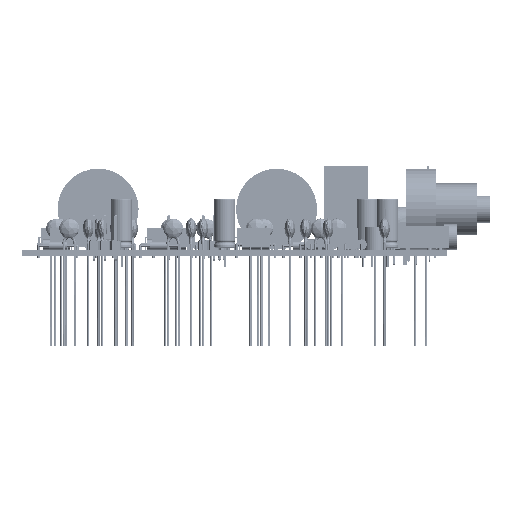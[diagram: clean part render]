
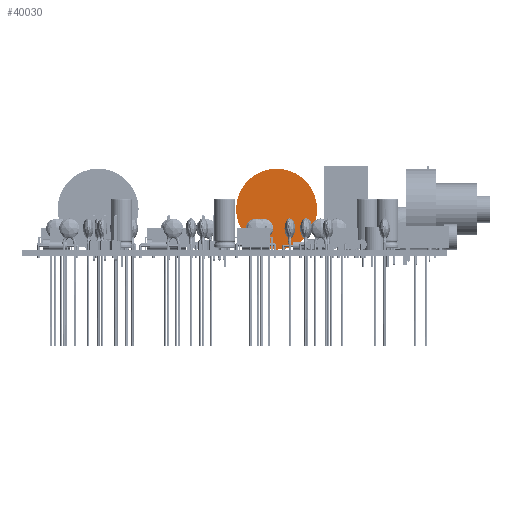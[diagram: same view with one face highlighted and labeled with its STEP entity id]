
A CAD part, front view. The second image highlights one B-rep face of the part: STEP entity #40030.
In plain terms, the highlighted face is planar.
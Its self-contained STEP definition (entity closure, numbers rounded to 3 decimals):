
#40002 = VERTEX_POINT('',#40003);
#40003 = CARTESIAN_POINT('',(9.525,0.,7.11));
#40009 = EDGE_CURVE('',#40002,#40002,#40010,.T.);
#40010 = CIRCLE('',#40011,9.525);
#40011 = AXIS2_PLACEMENT_3D('',#40012,#40013,#40014);
#40012 = CARTESIAN_POINT('',(0.,0.,7.11));
#40013 = DIRECTION('',(0.,0.,1.));
#40014 = DIRECTION('',(1.,0.,-0.));
#40030 = ADVANCED_FACE('',(#40031),#40034,.T.);
#40031 = FACE_BOUND('',#40032,.T.);
#40032 = EDGE_LOOP('',(#40033));
#40033 = ORIENTED_EDGE('',*,*,#40009,.T.);
#40034 = PLANE('',#40035);
#40035 = AXIS2_PLACEMENT_3D('',#40036,#40037,#40038);
#40036 = CARTESIAN_POINT('',(0.,0.,
    7.11));
#40037 = DIRECTION('',(0.,0.,1.));
#40038 = DIRECTION('',(1.,0.,-0.));
